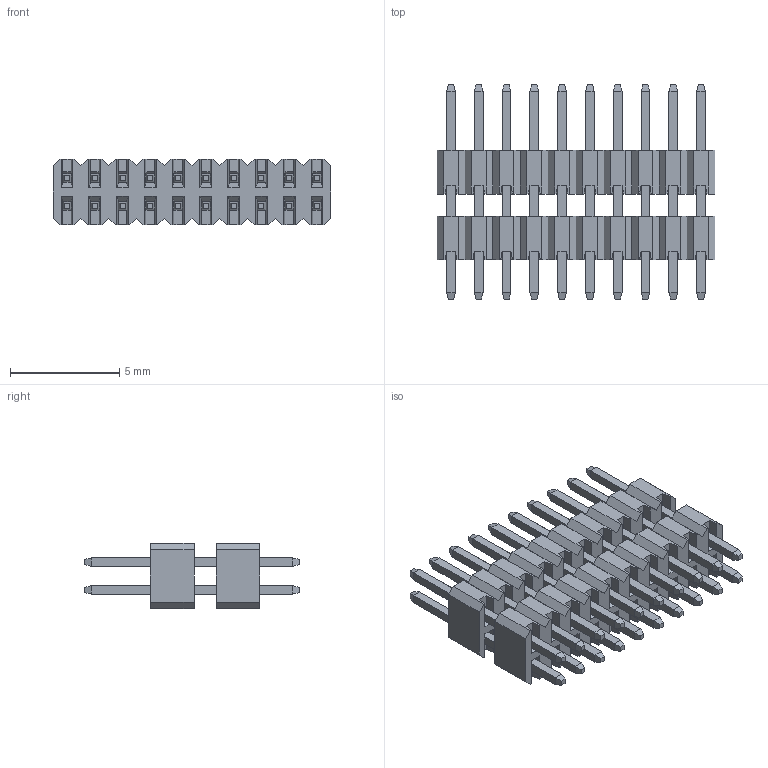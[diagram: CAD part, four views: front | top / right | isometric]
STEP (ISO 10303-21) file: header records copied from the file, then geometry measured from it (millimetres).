
FILE_DESCRIPTION( ('This file contains a STEP AP42 implementation' ,'as created by ZW3D STEP Interface translator.') ,'2;1' );
FILE_NAME( '1320-22XXXXS098XXXX(肮砃).stp' ,'23 317. 91933', (''), ('ZWCAD Software Co.'), 'Version 1.0', 'ZW3D to STEP translator', '' );
FILE_SCHEMA(('AUTOMOTIVE_DESIGN { 1 0 10303 214 1 1 1 1 }'));
Length unit declared in the file: millimetre
Products named in the file (2): 0; 1320-2210XXS098XXXX(肮砃)
Bounding box: 12.7 x 9.8 x 3 mm (x, y, z)
Volume: 156.4 mm3; surface area: 716.7 mm2
Topology: 22 solids, 22 shells, 748 faces, 1992 edges, 1248 vertices
Faces by surface type: plane 748
Entity records: 23339 total; most frequent: CARTESIAN_POINT 3989, ORIENTED_EDGE 3984, DIRECTION 3490, VECTOR 1992, LINE 1992, EDGE_CURVE 1992, VERTEX_POINT 1248, EDGE_LOOP 788
